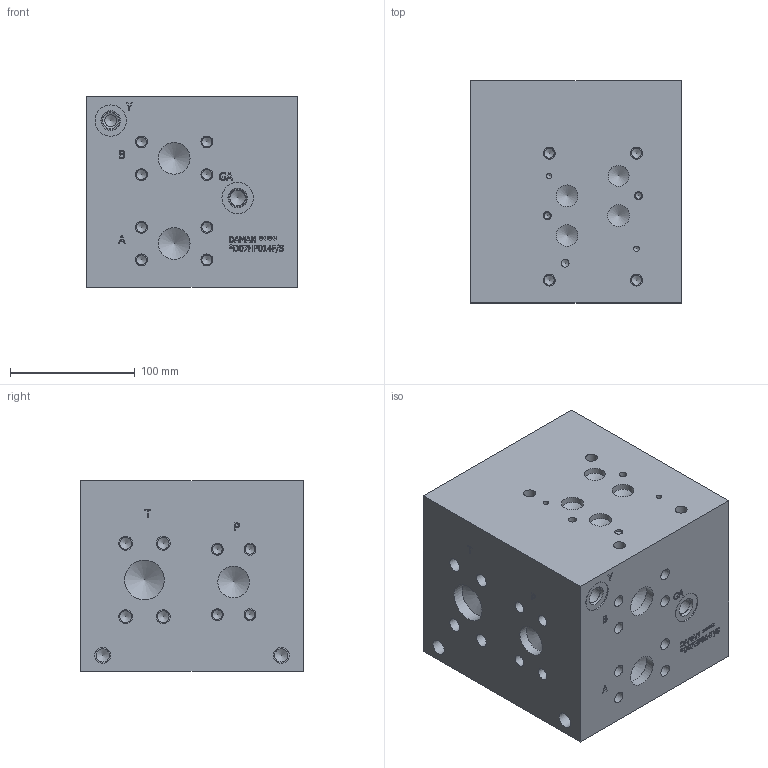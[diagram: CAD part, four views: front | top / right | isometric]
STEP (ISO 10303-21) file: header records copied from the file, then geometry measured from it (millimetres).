
FILE_DESCRIPTION(/* description */ (''),/* implementation_level */ '2;1');
FILE_NAME(/* name */ '_D07HP014F_S.stp',/* time_stamp */ '2021-07-27T10:52:52-04:00',/* author */ ('anthonyv'),/* organization */ (''),/* preprocessor_version */ 'ST-DEVELOPER v18.1',/* originating_system */ 'Autodesk Inventor 2021',/* authorisation */ '');
FILE_SCHEMA (('AUTOMOTIVE_DESIGN { 1 0 10303 214 3 1 1 }'));
Length unit declared in the file: millimetre
Products named in the file (1): _D07HP014F_S
Bounding box: 168.28 x 177.8 x 152.4 mm (x, y, z)
Volume: 4343282.2 mm3; surface area: 213894.7 mm2
Topology: 1 solids, 1 shells, 653 faces, 1790 edges, 1224 vertices
Faces by surface type: plane 387, bspline 109, cylinder 98, cone 59
Full cylindrical faces by diameter (mm): 4.369 x2, 5.105 x2, 6.35 x3, 7.925 x20, 9.347 x8, 9.525 x21, 10.719 x4, 11.125 x8, 12.294 x1, 12.7 x4, 12.9 x2, 14.275 x2, 14.529 x2, 16.662 x1, 17.475 x3, 25.019 x2, 25.4 x5, 31.75 x3, 34.112 x1, 35.992 x1, 36.525 x1, 39.675 x1, 44.45 x1
Entity records: 21619 total; most frequent: CARTESIAN_POINT 5035, ORIENTED_EDGE 3480, DIRECTION 2968, EDGE_CURVE 1740, VERTEX_POINT 1224, LINE 1166, VECTOR 1166, AXIS2_PLACEMENT_3D 901
